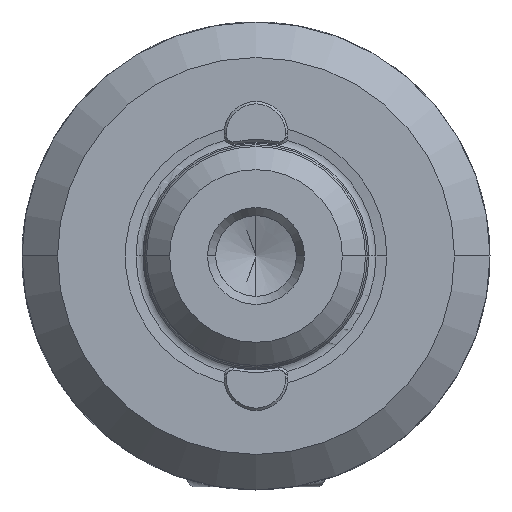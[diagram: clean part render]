
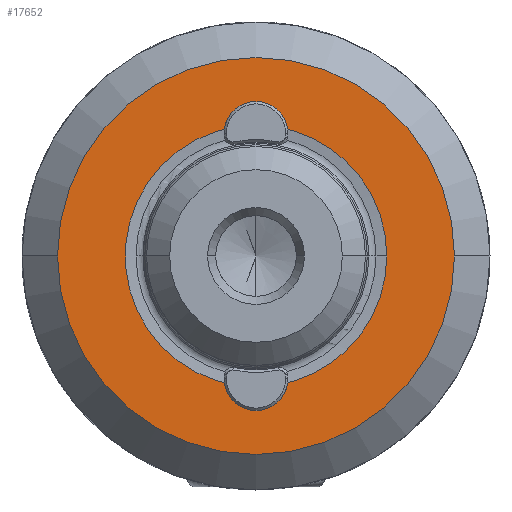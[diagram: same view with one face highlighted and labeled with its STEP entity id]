
A CAD part, left-side view. The second image highlights one B-rep face of the part: STEP entity #17652.
In plain terms, the highlighted planar face has unit normal (-1, 0, 0).
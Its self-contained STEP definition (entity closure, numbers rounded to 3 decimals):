
#327 = DIRECTION ( 'NONE',  ( 0., -1., 0. ) ) ;
#694 = DIRECTION ( 'NONE',  ( -1., 0., 0. ) ) ;
#869 = DIRECTION ( 'NONE',  ( 0., -1., 0. ) ) ;
#987 = DIRECTION ( 'NONE',  ( 0., -1., 0. ) ) ;
#1533 = DIRECTION ( 'NONE',  ( 0., 1., 0. ) ) ;
#2142 = DIRECTION ( 'NONE',  ( -1., 0., 0. ) ) ;
#2191 = VERTEX_POINT ( 'NONE', #5184 ) ;
#2312 = VERTEX_POINT ( 'NONE', #20522 ) ;
#2353 = CARTESIAN_POINT ( 'NONE',  ( -37.15, 1.046, -8.036 ) ) ;
#2476 = DIRECTION ( 'NONE',  ( 0., 0., 1. ) ) ;
#2584 = DIRECTION ( 'NONE',  ( -1., 0., 0. ) ) ;
#2615 = ORIENTED_EDGE ( 'NONE', *, *, #25859, .T. ) ;
#3065 = CIRCLE ( 'NONE', #9790, 1.1 ) ;
#3518 = AXIS2_PLACEMENT_3D ( 'NONE', #12845, #15102, #1533 ) ;
#3624 = VERTEX_POINT ( 'NONE', #5480 ) ;
#3822 = ORIENTED_EDGE ( 'NONE', *, *, #6515, .T. ) ;
#4201 = DIRECTION ( 'NONE',  ( 0., 0., 1. ) ) ;
#5184 = CARTESIAN_POINT ( 'NONE',  ( -37.15, 12.3, 0. ) ) ;
#5202 = CARTESIAN_POINT ( 'NONE',  ( -37.15, 0., -9.475 ) ) ;
#5238 = CIRCLE ( 'NONE', #12679, 1.1 ) ;
#5327 = CARTESIAN_POINT ( 'NONE',  ( -37.15, 0., -8.375 ) ) ;
#5344 = EDGE_CURVE ( 'NONE', #10050, #23302, #26661, .T. ) ;
#5480 = CARTESIAN_POINT ( 'NONE',  ( -37.15, -12.3, 0. ) ) ;
#5502 = VERTEX_POINT ( 'NONE', #16713 ) ;
#5539 = DIRECTION ( 'NONE',  ( -1., 0., 0. ) ) ;
#6052 = ORIENTED_EDGE ( 'NONE', *, *, #11322, .F. ) ;
#6236 = ORIENTED_EDGE ( 'NONE', *, *, #14495, .F. ) ;
#6411 = CARTESIAN_POINT ( 'NONE',  ( -37.15, 0., 9.475 ) ) ;
#6441 = ORIENTED_EDGE ( 'NONE', *, *, #24410, .F. ) ;
#6515 = EDGE_CURVE ( 'NONE', #2191, #3624, #14582, .T. ) ;
#6917 = DIRECTION ( 'NONE',  ( 0., -1., 0. ) ) ;
#7330 = CIRCLE ( 'NONE', #11634, 1.1 ) ;
#7952 = VERTEX_POINT ( 'NONE', #5202 ) ;
#8057 = DIRECTION ( 'NONE',  ( -1., 0., 0. ) ) ;
#8131 = CARTESIAN_POINT ( 'NONE',  ( -37.15, -1.046, 8.036 ) ) ;
#8373 = CIRCLE ( 'NONE', #14971, 8.103 ) ;
#9071 = EDGE_CURVE ( 'NONE', #7952, #2312, #5238, .T. ) ;
#9582 = EDGE_LOOP ( 'NONE', ( #3822, #2615 ) ) ;
#9790 = AXIS2_PLACEMENT_3D ( 'NONE', #25813, #2584, #2476 ) ;
#9819 = DIRECTION ( 'NONE',  ( -1., 0., 0. ) ) ;
#10050 = VERTEX_POINT ( 'NONE', #6411 ) ;
#10181 = CARTESIAN_POINT ( 'NONE',  ( -37.15, 0., 0. ) ) ;
#10331 = EDGE_CURVE ( 'NONE', #23302, #27479, #15506, .T. ) ;
#10584 = ORIENTED_EDGE ( 'NONE', *, *, #5344, .F. ) ;
#11322 = EDGE_CURVE ( 'NONE', #16996, #10050, #3065, .T. ) ;
#11634 = AXIS2_PLACEMENT_3D ( 'NONE', #25008, #29656, #26959 ) ;
#11947 = FACE_OUTER_BOUND ( 'NONE', #9582, .T. ) ;
#12409 = CIRCLE ( 'NONE', #26144, 8.103 ) ;
#12679 = AXIS2_PLACEMENT_3D ( 'NONE', #5327, #694, #21611 ) ;
#12845 = CARTESIAN_POINT ( 'NONE',  ( -37.15, -8.103, 0. ) ) ;
#13091 = CIRCLE ( 'NONE', #14240, 12.3 ) ;
#14240 = AXIS2_PLACEMENT_3D ( 'NONE', #16173, #22992, #18557 ) ;
#14242 = ORIENTED_EDGE ( 'NONE', *, *, #15761, .F. ) ;
#14495 = EDGE_CURVE ( 'NONE', #27479, #7952, #7330, .T. ) ;
#14582 = CIRCLE ( 'NONE', #18559, 12.3 ) ;
#14971 = AXIS2_PLACEMENT_3D ( 'NONE', #18550, #18433, #6917 ) ;
#15102 = DIRECTION ( 'NONE',  ( 1., 0., 0. ) ) ;
#15274 = CARTESIAN_POINT ( 'NONE',  ( -37.15, 0., 0. ) ) ;
#15506 = CIRCLE ( 'NONE', #25594, 8.103 ) ;
#15761 = EDGE_CURVE ( 'NONE', #2312, #5502, #8373, .T. ) ;
#16173 = CARTESIAN_POINT ( 'NONE',  ( -37.15, 0., 0. ) ) ;
#16713 = CARTESIAN_POINT ( 'NONE',  ( -37.15, -8.103, 0. ) ) ;
#16996 = VERTEX_POINT ( 'NONE', #8131 ) ;
#17057 = ORIENTED_EDGE ( 'NONE', *, *, #9071, .F. ) ;
#17652 = ADVANCED_FACE ( 'NONE', ( #26863, #11947 ), #29120, .F. ) ;
#17757 = ORIENTED_EDGE ( 'NONE', *, *, #10331, .F. ) ;
#18433 = DIRECTION ( 'NONE',  ( -1., 0., 0. ) ) ;
#18550 = CARTESIAN_POINT ( 'NONE',  ( -37.15, 0., 0. ) ) ;
#18557 = DIRECTION ( 'NONE',  ( 0., -1., 0. ) ) ;
#18559 = AXIS2_PLACEMENT_3D ( 'NONE', #10181, #5539, #987 ) ;
#20522 = CARTESIAN_POINT ( 'NONE',  ( -37.15, -1.046, -8.036 ) ) ;
#21611 = DIRECTION ( 'NONE',  ( 0., 0., 1. ) ) ;
#22992 = DIRECTION ( 'NONE',  ( -1., 0., 0. ) ) ;
#23302 = VERTEX_POINT ( 'NONE', #27471 ) ;
#23719 = EDGE_LOOP ( 'NONE', ( #17757, #10584, #6052, #6441, #14242, #17057, #6236 ) ) ;
#24410 = EDGE_CURVE ( 'NONE', #5502, #16996, #12409, .T. ) ;
#25008 = CARTESIAN_POINT ( 'NONE',  ( -37.15, 0., -8.375 ) ) ;
#25594 = AXIS2_PLACEMENT_3D ( 'NONE', #15274, #8057, #869 ) ;
#25813 = CARTESIAN_POINT ( 'NONE',  ( -37.15, 0., 8.375 ) ) ;
#25859 = EDGE_CURVE ( 'NONE', #3624, #2191, #13091, .T. ) ;
#26144 = AXIS2_PLACEMENT_3D ( 'NONE', #28508, #9819, #327 ) ;
#26482 = AXIS2_PLACEMENT_3D ( 'NONE', #27737, #2142, #4201 ) ;
#26661 = CIRCLE ( 'NONE', #26482, 1.1 ) ;
#26863 = FACE_BOUND ( 'NONE', #23719, .T. ) ;
#26959 = DIRECTION ( 'NONE',  ( 0., 0., 1. ) ) ;
#27471 = CARTESIAN_POINT ( 'NONE',  ( -37.15, 1.046, 8.036 ) ) ;
#27479 = VERTEX_POINT ( 'NONE', #2353 ) ;
#27737 = CARTESIAN_POINT ( 'NONE',  ( -37.15, 0., 8.375 ) ) ;
#28508 = CARTESIAN_POINT ( 'NONE',  ( -37.15, 0., 0. ) ) ;
#29120 = PLANE ( 'NONE',  #3518 ) ;
#29656 = DIRECTION ( 'NONE',  ( -1., 0., 0. ) ) ;
